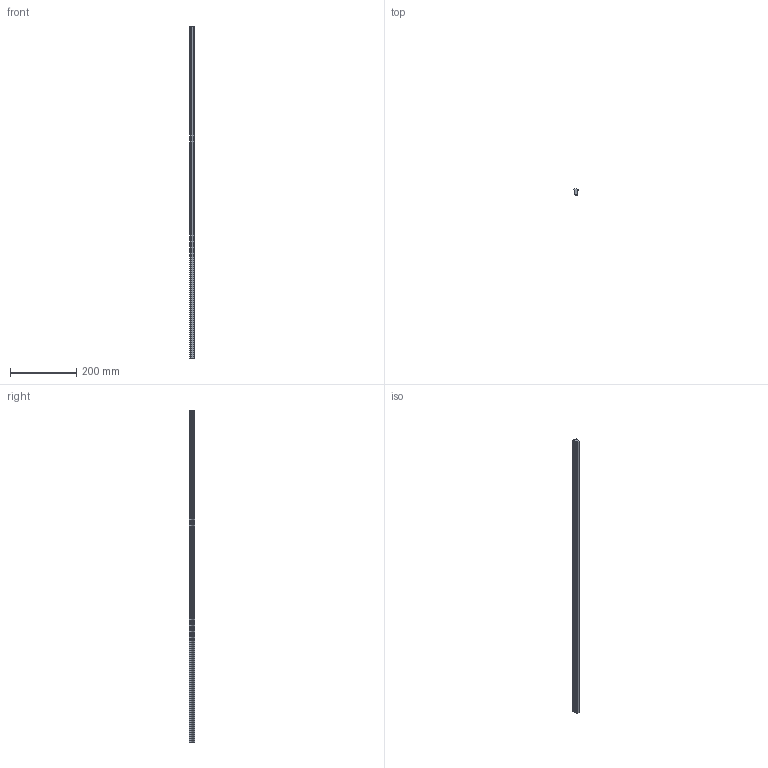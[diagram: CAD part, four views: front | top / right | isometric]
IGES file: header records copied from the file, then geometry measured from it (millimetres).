
Start section: SolidWorks IGES file using analytic representation for surfaces
Global section: file name: 80500-GU-ADOK.igs; native system: SolidWorks 2018; preprocessor: SolidWorks 2018; author: Christian; date: 220711.104114; units: millimetre
Bounding box: 13 x 16.99 x 1000 mm (x, y, z)
Surface area: 60550.2 mm2 (no closed solid volume)
Topology: 0 solids, 0 shells, 353 faces, 4016 edges, 4016 vertices
Faces by surface type: bspline 329, revolution 24
